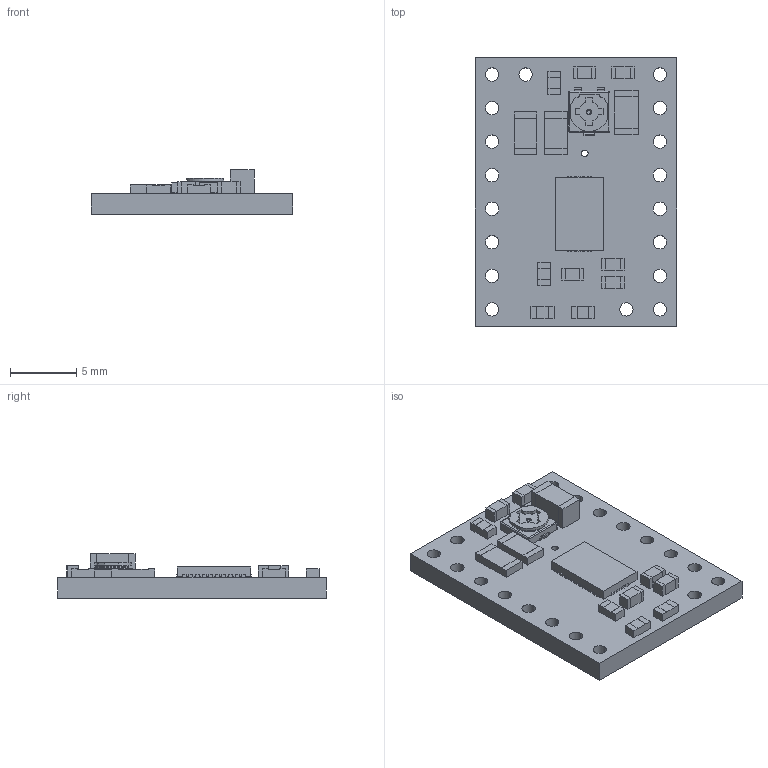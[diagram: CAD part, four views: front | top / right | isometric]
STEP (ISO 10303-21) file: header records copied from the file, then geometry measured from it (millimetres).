
FILE_DESCRIPTION (( 'STEP AP214' ), '1' );
FILE_NAME ('drv8880-stepper-motor-driver-carrier.step', '2016-05-24T17:35:13', ( '' ), ( '' ), 'SwSTEP 2.0', 'SolidWorks 2016', '' );
FILE_SCHEMA (( 'AUTOMOTIVE_DESIGN' ));
Length unit declared in the file: millimetre
Products named in the file (1): drv8880-stepper-motor-driver-carrier
Bounding box: 15.24 x 20.32 x 3.37 mm (x, y, z)
Volume: 518.2 mm3; surface area: 915.5 mm2
Topology: 1 solids, 1 shells, 788 faces, 2244 edges, 1480 vertices
Faces by surface type: plane 555, bspline 160, cylinder 63, torus 6, sphere 4
Entity records: 39596 total; most frequent: CARTESIAN_POINT 11193, ORIENTED_EDGE 4480, DIRECTION 3316, EDGE_CURVE 2240, VECTOR 1782, LINE 1782, VERTEX_POINT 1480, EDGE_LOOP 908
